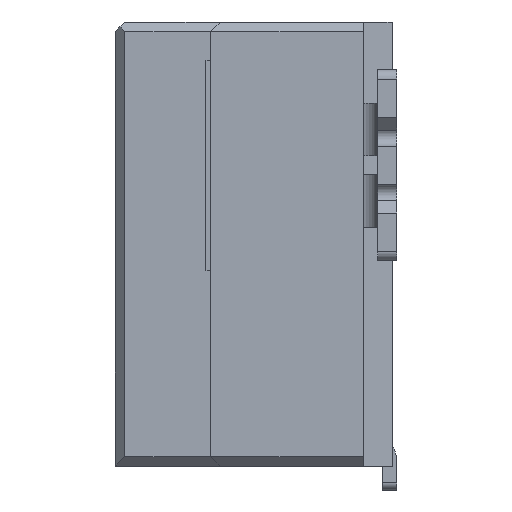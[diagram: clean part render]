
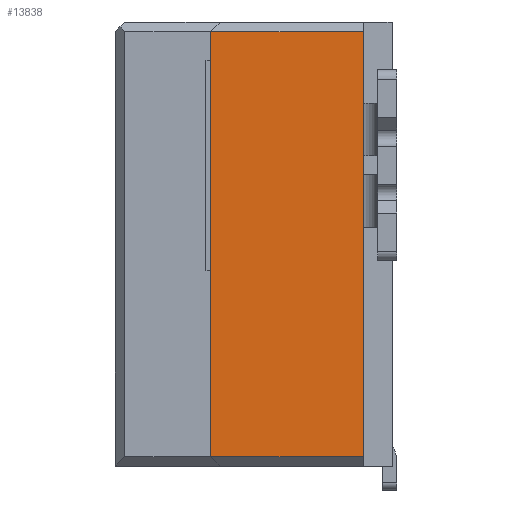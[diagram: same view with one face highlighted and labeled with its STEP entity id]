
A CAD part, left-side view. The second image highlights one B-rep face of the part: STEP entity #13838.
In plain terms, the highlighted planar face has unit normal (-1, 0, 0).
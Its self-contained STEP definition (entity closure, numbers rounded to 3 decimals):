
#383 = CARTESIAN_POINT ( 'NONE',  ( -16.15, 0.35, -0.25 ) ) ;
#543 = ORIENTED_EDGE ( 'NONE', *, *, #9022, .F. ) ;
#1745 = LINE ( 'NONE', #5221, #7897 ) ;
#3869 = CARTESIAN_POINT ( 'NONE',  ( -16.15, 1.95, -0.25 ) ) ;
#4807 = VECTOR ( 'NONE', #6644, 1000. ) ;
#5157 = CARTESIAN_POINT ( 'NONE',  ( -16.15, 0.05, -0.35 ) ) ;
#5221 = CARTESIAN_POINT ( 'NONE',  ( -16.15, 1.95, 4.2 ) ) ;
#5265 = CARTESIAN_POINT ( 'NONE',  ( -16.15, 0.35, -0.35 ) ) ;
#6055 = VERTEX_POINT ( 'NONE', #3869 ) ;
#6472 = DIRECTION ( 'NONE',  ( 0., 0., 1. ) ) ;
#6629 = ORIENTED_EDGE ( 'NONE', *, *, #12063, .T. ) ;
#6644 = DIRECTION ( 'NONE',  ( 0., 0., -1. ) ) ;
#6924 = CARTESIAN_POINT ( 'NONE',  ( -16.15, 0.35, 4.2 ) ) ;
#7329 = DIRECTION ( 'NONE',  ( 0., -1., 0. ) ) ;
#7897 = VECTOR ( 'NONE', #9109, 1000. ) ;
#8300 = LINE ( 'NONE', #5265, #4807 ) ;
#8719 = EDGE_CURVE ( 'NONE', #6055, #16164, #9317, .T. ) ;
#9022 = EDGE_CURVE ( 'NONE', #14616, #16164, #8300, .T. ) ;
#9109 = DIRECTION ( 'NONE',  ( 0., 1., 0. ) ) ;
#9132 = EDGE_CURVE ( 'NONE', #16593, #6055, #16627, .T. ) ;
#9317 = LINE ( 'NONE', #15132, #12771 ) ;
#12063 = EDGE_CURVE ( 'NONE', #14616, #16593, #1745, .T. ) ;
#12111 = DIRECTION ( 'NONE',  ( 0., 0., -1. ) ) ;
#12168 = AXIS2_PLACEMENT_3D ( 'NONE', #5157, #14275, #6472 ) ;
#12771 = VECTOR ( 'NONE', #7329, 1000. ) ;
#12973 = PLANE ( 'NONE',  #12168 ) ;
#13170 = VECTOR ( 'NONE', #12111, 1000. ) ;
#13256 = EDGE_LOOP ( 'NONE', ( #6629, #15853, #14009, #543 ) ) ;
#13838 = ADVANCED_FACE ( 'NONE', ( #14957 ), #12973, .T. ) ;
#14009 = ORIENTED_EDGE ( 'NONE', *, *, #8719, .T. ) ;
#14275 = DIRECTION ( 'NONE',  ( -1., 0., 0. ) ) ;
#14616 = VERTEX_POINT ( 'NONE', #6924 ) ;
#14665 = CARTESIAN_POINT ( 'NONE',  ( -16.15, 1.95, 0. ) ) ;
#14957 = FACE_OUTER_BOUND ( 'NONE', #13256, .T. ) ;
#15132 = CARTESIAN_POINT ( 'NONE',  ( -16.15, 0.05, -0.25 ) ) ;
#15719 = CARTESIAN_POINT ( 'NONE',  ( -16.15, 1.95, 4.2 ) ) ;
#15853 = ORIENTED_EDGE ( 'NONE', *, *, #9132, .T. ) ;
#16164 = VERTEX_POINT ( 'NONE', #383 ) ;
#16593 = VERTEX_POINT ( 'NONE', #15719 ) ;
#16627 = LINE ( 'NONE', #14665, #13170 ) ;
